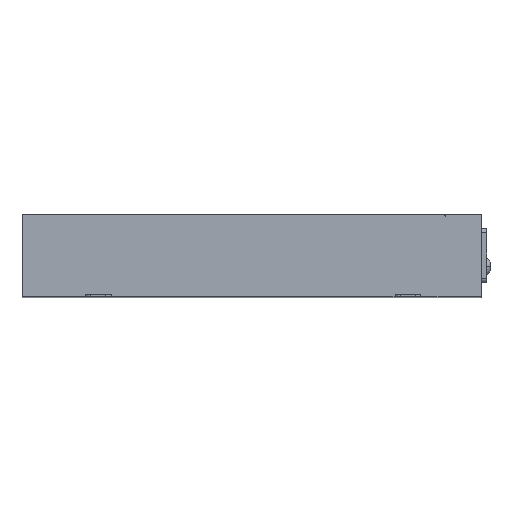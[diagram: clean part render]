
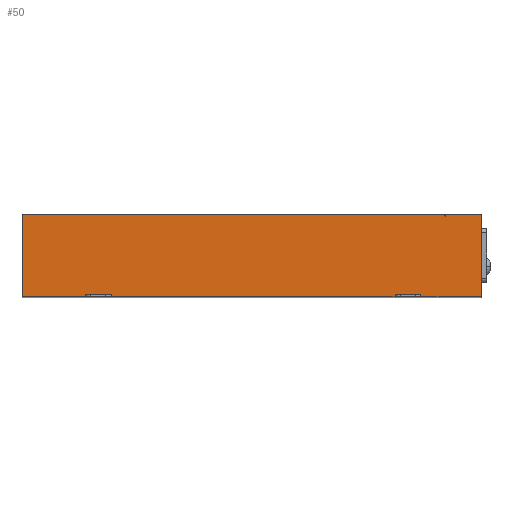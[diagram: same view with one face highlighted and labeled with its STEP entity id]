
A CAD part, top view. The second image highlights one B-rep face of the part: STEP entity #50.
In plain terms, the highlighted planar face has unit normal (0, 0, 1).
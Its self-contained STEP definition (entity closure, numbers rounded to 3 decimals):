
#50=ADVANCED_FACE('Corps principal',(#1455),#1456,.F.);
#1455=FACE_OUTER_BOUND('',#4385,.T.);
#1456=PLANE('',#4386);
#4385=EDGE_LOOP('',(#7982,#7983,#7984,#7985,#7986,#7987,#7988,#7989,#7990,#7991,#7992,#7993,#7994,#7995,#7996));
#4386=AXIS2_PLACEMENT_3D('',#7997,#7998,#7999);
#7982=ORIENTED_EDGE('',*,*,#28786,.F.);
#7983=ORIENTED_EDGE('',*,*,#28769,.F.);
#7984=ORIENTED_EDGE('',*,*,#28785,.F.);
#7985=ORIENTED_EDGE('',*,*,#28787,.F.);
#7986=ORIENTED_EDGE('',*,*,#28788,.T.);
#7987=ORIENTED_EDGE('',*,*,#28789,.T.);
#7988=ORIENTED_EDGE('',*,*,#28790,.F.);
#7989=ORIENTED_EDGE('',*,*,#28791,.F.);
#7990=ORIENTED_EDGE('',*,*,#28792,.T.);
#7991=ORIENTED_EDGE('',*,*,#28793,.T.);
#7992=ORIENTED_EDGE('',*,*,#28794,.F.);
#7993=ORIENTED_EDGE('',*,*,#28795,.F.);
#7994=ORIENTED_EDGE('',*,*,#28796,.T.);
#7995=ORIENTED_EDGE('',*,*,#28797,.T.);
#7996=ORIENTED_EDGE('',*,*,#28798,.F.);
#7997=CARTESIAN_POINT('',(0.0,-31.0,103.5));
#7998=DIRECTION('',(0.0,0.0,-1.0));
#7999=DIRECTION('',(0.0,-1.0,0.0));
#28769=EDGE_CURVE('',#32617,#32613,#32619,.T.);
#28785=EDGE_CURVE('',#32647,#32617,#32649,.T.);
#28786=EDGE_CURVE('',#32613,#32650,#32651,.T.);
#28787=EDGE_CURVE('',#32652,#32647,#32653,.T.);
#28788=EDGE_CURVE('',#32652,#32654,#32655,.T.);
#28789=EDGE_CURVE('',#32654,#32656,#32657,.T.);
#28790=EDGE_CURVE('',#32658,#32656,#32659,.T.);
#28791=EDGE_CURVE('',#32660,#32658,#32661,.T.);
#28792=EDGE_CURVE('',#32660,#32662,#32663,.T.);
#28793=EDGE_CURVE('',#32662,#32664,#32665,.T.);
#28794=EDGE_CURVE('',#32666,#32664,#32667,.T.);
#28795=EDGE_CURVE('',#32668,#32666,#32669,.T.);
#28796=EDGE_CURVE('',#32668,#32670,#32671,.T.);
#28797=EDGE_CURVE('',#32670,#32672,#32673,.T.);
#28798=EDGE_CURVE('',#32650,#32672,#32674,.T.);
#32613=VERTEX_POINT('',#38983);
#32617=VERTEX_POINT('',#38988);
#32619=CIRCLE('',#38991,1.0);
#32647=VERTEX_POINT('',#39033);
#32649=LINE('',#39036,#39037);
#32650=VERTEX_POINT('',#39038);
#32651=LINE('',#39039,#39040);
#32652=VERTEX_POINT('',#39041);
#32653=LINE('',#39042,#39043);
#32654=VERTEX_POINT('',#39044);
#32655=LINE('',#39045,#39046);
#32656=VERTEX_POINT('',#39047);
#32657=LINE('',#39048,#39049);
#32658=VERTEX_POINT('',#39050);
#32659=LINE('',#39051,#39052);
#32660=VERTEX_POINT('',#39053);
#32661=LINE('',#39054,#39055);
#32662=VERTEX_POINT('',#39056);
#32663=LINE('',#39057,#39058);
#32664=VERTEX_POINT('',#39059);
#32665=LINE('',#39060,#39061);
#32666=VERTEX_POINT('',#39062);
#32667=LINE('',#39063,#39064);
#32668=VERTEX_POINT('',#39065);
#32669=LINE('',#39066,#39067);
#32670=VERTEX_POINT('',#39068);
#32671=LINE('',#39069,#39070);
#32672=VERTEX_POINT('',#39071);
#32673=LINE('',#39072,#39073);
#32674=LINE('',#39074,#39075);
#38983=CARTESIAN_POINT('',(49.5,0.,103.5));
#38988=CARTESIAN_POINT('',(48.5,1.0,103.5));
#38991=AXIS2_PLACEMENT_3D('',#64386,#64387,#64388);
#39033=CARTESIAN_POINT('',(-114.5,1.0,103.5));
#39036=CARTESIAN_POINT('',(-33.,1.0,103.5));
#39037=VECTOR('',#64404,1.0);
#39038=CARTESIAN_POINT('',(49.5,1.0,103.5));
#39039=CARTESIAN_POINT('',(49.5,0.5,103.5));
#39040=VECTOR('',#64405,1.0);
#39041=CARTESIAN_POINT('',(-114.5,-31.0,103.5));
#39042=CARTESIAN_POINT('',(-114.5,-15.0,103.5));
#39043=VECTOR('',#64406,1.0);
#39044=CARTESIAN_POINT('',(-90.0,-31.0,103.5));
#39045=CARTESIAN_POINT('',(-102.25,-31.0,103.5));
#39046=VECTOR('',#64407,1.0);
#39047=CARTESIAN_POINT('',(-90.0,-30.0,103.5));
#39048=CARTESIAN_POINT('',(-90.0,-30.5,103.5));
#39049=VECTOR('',#64408,1.0);
#39050=CARTESIAN_POINT('',(-80.0,-30.0,103.5));
#39051=CARTESIAN_POINT('',(-85.0,-30.0,103.5));
#39052=VECTOR('',#64409,1.0);
#39053=CARTESIAN_POINT('',(-80.0,-31.0,103.5));
#39054=CARTESIAN_POINT('',(-80.0,-30.5,103.5));
#39055=VECTOR('',#64410,1.0);
#39056=CARTESIAN_POINT('',(30.0,-31.0,103.5));
#39057=CARTESIAN_POINT('',(-25.0,-31.0,103.5));
#39058=VECTOR('',#64411,1.0);
#39059=CARTESIAN_POINT('',(30.0,-30.0,103.5));
#39060=CARTESIAN_POINT('',(30.0,-30.5,103.5));
#39061=VECTOR('',#64412,1.0);
#39062=CARTESIAN_POINT('',(40.0,-30.0,103.5));
#39063=CARTESIAN_POINT('',(35.0,-30.0,103.5));
#39064=VECTOR('',#64413,1.0);
#39065=CARTESIAN_POINT('',(40.0,-31.0,103.5));
#39066=CARTESIAN_POINT('',(40.0,-30.5,103.5));
#39067=VECTOR('',#64414,1.0);
#39068=CARTESIAN_POINT('',(63.5,-31.0,103.5));
#39069=CARTESIAN_POINT('',(51.75,-31.0,103.5));
#39070=VECTOR('',#64415,1.0);
#39071=CARTESIAN_POINT('',(63.5,1.0,103.5));
#39072=CARTESIAN_POINT('',(63.5,-15.0,103.5));
#39073=VECTOR('',#64416,1.0);
#39074=CARTESIAN_POINT('',(56.5,1.0,103.5));
#39075=VECTOR('',#64417,1.0);
#64386=CARTESIAN_POINT('',(48.5,0.,103.5));
#64387=DIRECTION('',(0.0,0.0,-1.0));
#64388=DIRECTION('',(1.0,0.0,0.0));
#64404=DIRECTION('',(1.0,0.0,0.0));
#64405=DIRECTION('',(0.0,1.0,0.0));
#64406=DIRECTION('',(0.0,1.0,0.0));
#64407=DIRECTION('',(1.0,0.0,0.0));
#64408=DIRECTION('',(0.0,1.0,0.0));
#64409=DIRECTION('',(-1.0,0.0,0.0));
#64410=DIRECTION('',(0.0,1.0,0.0));
#64411=DIRECTION('',(1.0,0.0,0.0));
#64412=DIRECTION('',(0.0,1.0,0.0));
#64413=DIRECTION('',(-1.0,0.0,0.0));
#64414=DIRECTION('',(0.0,1.0,0.0));
#64415=DIRECTION('',(1.0,0.0,0.0));
#64416=DIRECTION('',(0.0,1.0,0.0));
#64417=DIRECTION('',(1.0,0.0,0.0));
